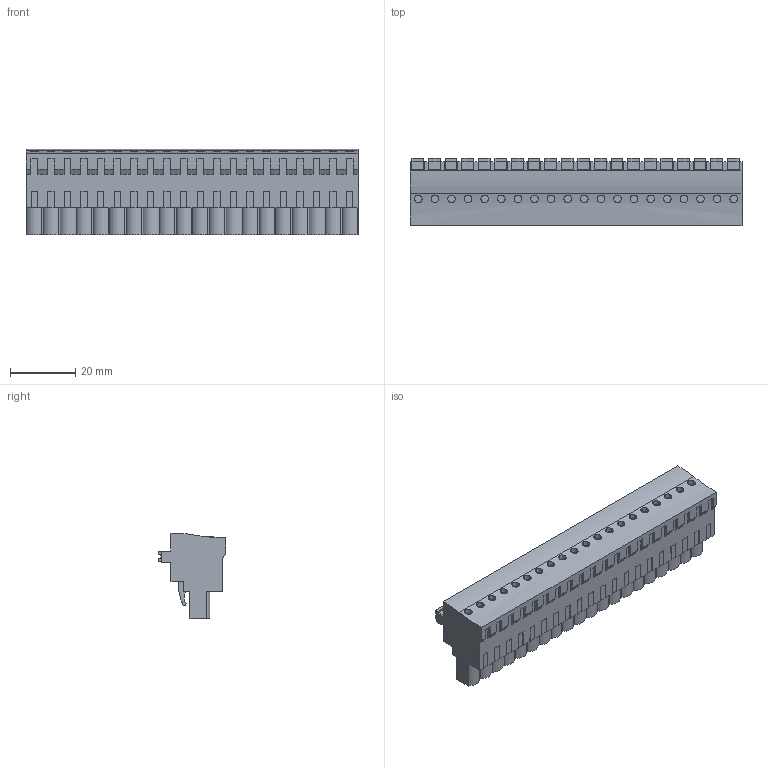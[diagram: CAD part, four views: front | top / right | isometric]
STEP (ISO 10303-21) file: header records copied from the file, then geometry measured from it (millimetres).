
FILE_DESCRIPTION(('CATIA V5 STEP Exchange','CAx-IF Rec.Pracs.--- Model Styling and Organization---1.2---2011-12-15'),'2;1');
FILE_NAME ('D1446275_0_1001710000_1001710000.stp','2017-09-08T12:08:52+00:00',('none'),('Weidmueller'),'CATIA Version 5-6 Release 2014','CATIA V5 STEP AP214','none');
FILE_SCHEMA(('AUTOMOTIVE_DESIGN { 1 0 10303 214 1 1 1 1 }'));
Length unit declared in the file: millimetre
Products named in the file (1): 1001710000
Bounding box: 101.6 x 20.64 x 26.24 mm (x, y, z)
Volume: 30962.4 mm3; surface area: 12944.4 mm2
Topology: 21 solids, 21 shells, 1287 faces, 3720 edges, 2555 vertices
Faces by surface type: plane 1039, cylinder 240, extrusion 8
Entity records: 39070 total; most frequent: CARTESIAN_POINT 7584, ORIENTED_EDGE 7440, DIRECTION 4959, EDGE_CURVE 3720, VECTOR 3149, LINE 3141, VERTEX_POINT 2555, EDGE_LOOP 1367
